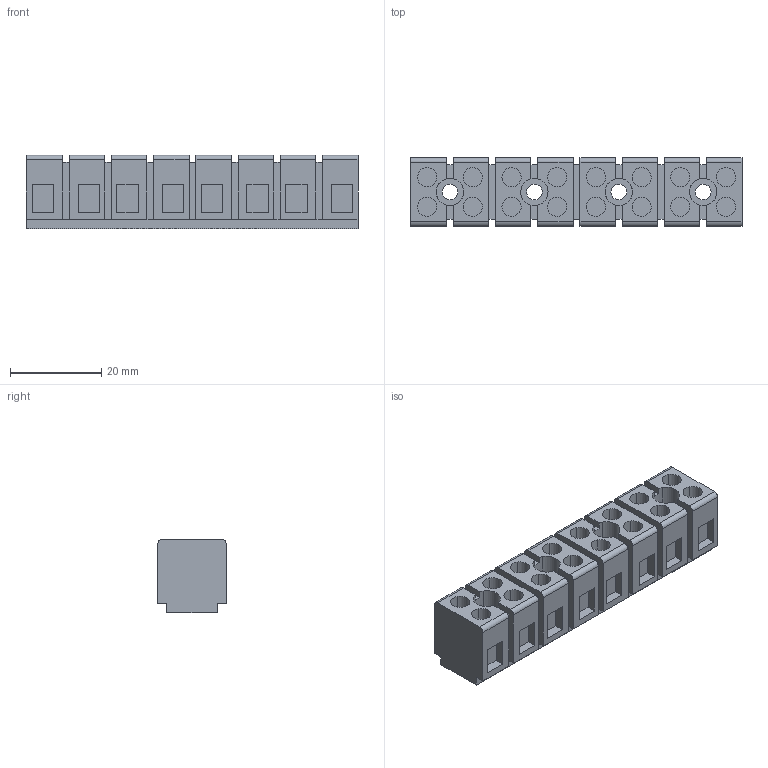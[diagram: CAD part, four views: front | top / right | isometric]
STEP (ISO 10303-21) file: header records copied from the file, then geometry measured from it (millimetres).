
FILE_DESCRIPTION(('CATIA V5 STEP Exchange','CAx-IF Rec.Pracs.--- Model Styling and Organization---1.4--- 2014-01-23'),'2;1');
FILE_NAME ('001676-2_1', '2021-12-06T08:15:15+00:00', ('none'), ('Weidmueller'), 'CATIA Version 5-6 Release 2016 SP3 HF44', 'CATIA V5 STEP AP214', 'none');
FILE_SCHEMA(('AUTOMOTIVE_DESIGN { 1 0 10303 214 1 1 1 1 }'));
Length unit declared in the file: millimetre
Products named in the file (1): 0274420000
Bounding box: 72.75 x 15 x 16.1 mm (x, y, z)
Volume: 13333 mm3; surface area: 8327.3 mm2
Topology: 1 solids, 4 shells, 276 faces, 710 edges, 474 vertices
Faces by surface type: plane 212, cylinder 64
Entity records: 7272 total; most frequent: ORIENTED_EDGE 1420, CARTESIAN_POINT 1267, DIRECTION 874, EDGE_CURVE 710, VECTOR 566, LINE 566, VERTEX_POINT 474, EDGE_LOOP 316
